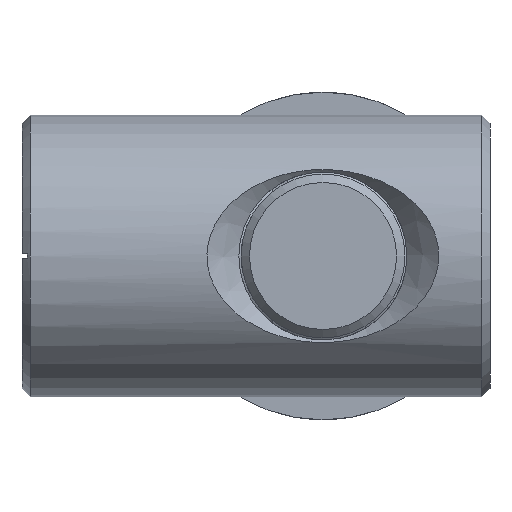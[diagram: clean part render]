
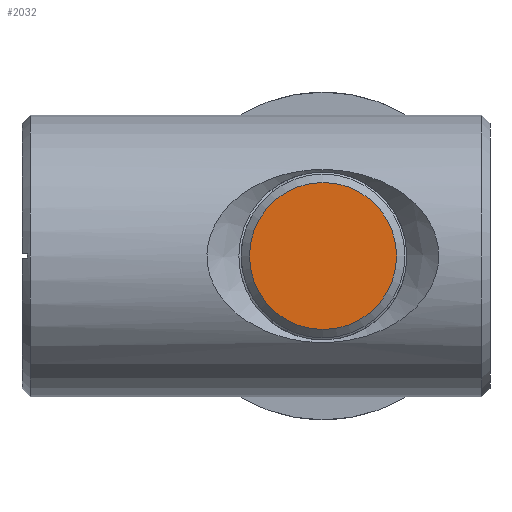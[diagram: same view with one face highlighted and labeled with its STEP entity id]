
A CAD part, left-side view. The second image highlights one B-rep face of the part: STEP entity #2032.
In plain terms, the highlighted face is planar.
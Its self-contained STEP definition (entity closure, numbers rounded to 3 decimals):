
#73 = CONICAL_SURFACE('',#74,4.9,0.785);
#74 = AXIS2_PLACEMENT_3D('',#75,#76,#77);
#75 = CARTESIAN_POINT('',(45.,0.,0.));
#76 = DIRECTION('',(-1.,0.,0.));
#77 = DIRECTION('',(0.,0.,1.));
#1978 = EDGE_CURVE('',#1979,#1979,#1981,.T.);
#1979 = VERTEX_POINT('',#1980);
#1980 = CARTESIAN_POINT('',(45.5,0.,-4.4));
#1981 = SURFACE_CURVE('',#1982,(#1987,#1994),.PCURVE_S1.);
#1982 = CIRCLE('',#1983,4.4);
#1983 = AXIS2_PLACEMENT_3D('',#1984,#1985,#1986);
#1984 = CARTESIAN_POINT('',(45.5,0.,0.));
#1985 = DIRECTION('',(1.,0.,0.));
#1986 = DIRECTION('',(0.,0.,-1.));
#1987 = PCURVE('',#73,#1988);
#1988 = DEFINITIONAL_REPRESENTATION('',(#1989),#1993);
#1989 = LINE('',#1990,#1991);
#1990 = CARTESIAN_POINT('',(9.425,-0.5));
#1991 = VECTOR('',#1992,1.);
#1992 = DIRECTION('',(-1.,0.));
#1993 = ( GEOMETRIC_REPRESENTATION_CONTEXT(2) 
PARAMETRIC_REPRESENTATION_CONTEXT() REPRESENTATION_CONTEXT('2D SPACE',''
  ) );
#1994 = PCURVE('',#1995,#2000);
#1995 = PLANE('',#1996);
#1996 = AXIS2_PLACEMENT_3D('',#1997,#1998,#1999);
#1997 = CARTESIAN_POINT('',(45.5,4.4,0.));
#1998 = DIRECTION('',(-1.,0.,0.));
#1999 = DIRECTION('',(0.,0.,1.));
#2000 = DEFINITIONAL_REPRESENTATION('',(#2001),#2009);
#2001 = ( BOUNDED_CURVE() B_SPLINE_CURVE(2,(#2002,#2003,#2004,#2005,
#2006,#2007,#2008),.UNSPECIFIED.,.T.,.F.) B_SPLINE_CURVE_WITH_KNOTS((1,2
    ,2,2,2,1),(-2.094,0.,2.094,4.189,
6.283,8.378),.UNSPECIFIED.) CURVE() 
GEOMETRIC_REPRESENTATION_ITEM() RATIONAL_B_SPLINE_CURVE((1.,0.5,1.,0.5,
1.,0.5,1.)) REPRESENTATION_ITEM('') );
#2002 = CARTESIAN_POINT('',(-4.4,-4.4));
#2003 = CARTESIAN_POINT('',(-4.4,3.221));
#2004 = CARTESIAN_POINT('',(2.2,-0.589));
#2005 = CARTESIAN_POINT('',(8.8,-4.4));
#2006 = CARTESIAN_POINT('',(2.2,-8.211));
#2007 = CARTESIAN_POINT('',(-4.4,-12.021));
#2008 = CARTESIAN_POINT('',(-4.4,-4.4));
#2009 = ( GEOMETRIC_REPRESENTATION_CONTEXT(2) 
PARAMETRIC_REPRESENTATION_CONTEXT() REPRESENTATION_CONTEXT('2D SPACE',''
  ) );
#2032 = ADVANCED_FACE('',(#2033),#1995,.F.);
#2033 = FACE_BOUND('',#2034,.T.);
#2034 = EDGE_LOOP('',(#2035));
#2035 = ORIENTED_EDGE('',*,*,#1978,.T.);
